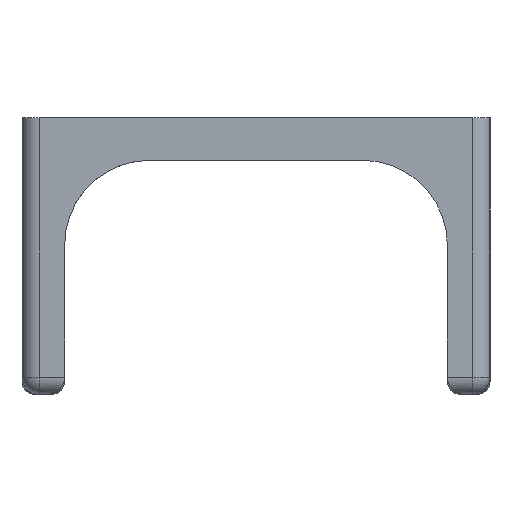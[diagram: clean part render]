
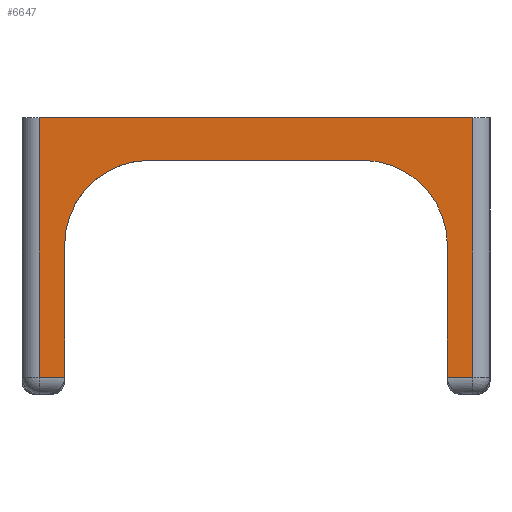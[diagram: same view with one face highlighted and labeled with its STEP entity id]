
A CAD part, left-side view. The second image highlights one B-rep face of the part: STEP entity #6647.
In plain terms, the highlighted planar face has unit normal (-1, 0, 0).
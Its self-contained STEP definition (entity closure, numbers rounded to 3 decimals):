
#422=FACE_OUTER_BOUND('',#822,.T.);
#822=EDGE_LOOP('',(#4729,#4730,#4731,#4732,#4733,#4734,#4735,#4736,#4737,
#4738));
#1198=LINE('',#9672,#1987);
#1411=LINE('',#10114,#2200);
#1427=LINE('',#10160,#2216);
#1431=LINE('',#10175,#2220);
#1435=LINE('',#10186,#2224);
#1437=LINE('',#10192,#2226);
#1438=LINE('',#10194,#2227);
#1439=LINE('',#10195,#2228);
#1987=VECTOR('',#7659,10.);
#2200=VECTOR('',#7906,10.);
#2216=VECTOR('',#7958,10.);
#2220=VECTOR('',#7972,10.);
#2224=VECTOR('',#7984,10.);
#2226=VECTOR('',#7990,10.);
#2227=VECTOR('',#7991,10.);
#2228=VECTOR('',#7992,10.);
#2792=CIRCLE('',#7072,10.);
#2794=CIRCLE('',#7076,10.);
#2809=VERTEX_POINT('',#9658);
#2815=VERTEX_POINT('',#9670);
#3027=VERTEX_POINT('',#10113);
#3036=VERTEX_POINT('',#10150);
#3037=VERTEX_POINT('',#10152);
#3039=VERTEX_POINT('',#10158);
#3042=VERTEX_POINT('',#10165);
#3043=VERTEX_POINT('',#10167);
#3050=VERTEX_POINT('',#10191);
#3051=VERTEX_POINT('',#10193);
#3421=EDGE_CURVE('',#2809,#2815,#1198,.T.);
#3643=EDGE_CURVE('',#2809,#3027,#1411,.T.);
#3662=EDGE_CURVE('',#3036,#3037,#2792,.T.);
#3666=EDGE_CURVE('',#3036,#3039,#1427,.T.);
#3669=EDGE_CURVE('',#3042,#3043,#2794,.T.);
#3673=EDGE_CURVE('',#3042,#3037,#1431,.T.);
#3679=EDGE_CURVE('',#3027,#3039,#1435,.T.);
#3682=EDGE_CURVE('',#3050,#2815,#1437,.T.);
#3683=EDGE_CURVE('',#3051,#3050,#1438,.T.);
#3684=EDGE_CURVE('',#3051,#3043,#1439,.T.);
#4729=ORIENTED_EDGE('',*,*,#3421,.T.);
#4730=ORIENTED_EDGE('',*,*,#3682,.F.);
#4731=ORIENTED_EDGE('',*,*,#3683,.F.);
#4732=ORIENTED_EDGE('',*,*,#3684,.T.);
#4733=ORIENTED_EDGE('',*,*,#3669,.F.);
#4734=ORIENTED_EDGE('',*,*,#3673,.T.);
#4735=ORIENTED_EDGE('',*,*,#3662,.F.);
#4736=ORIENTED_EDGE('',*,*,#3666,.T.);
#4737=ORIENTED_EDGE('',*,*,#3679,.F.);
#4738=ORIENTED_EDGE('',*,*,#3643,.F.);
#6438=PLANE('',#7084);
#6647=ADVANCED_FACE('',(#422),#6438,.T.);
#7072=AXIS2_PLACEMENT_3D('',#10153,#7951,#7952);
#7076=AXIS2_PLACEMENT_3D('',#10168,#7964,#7965);
#7084=AXIS2_PLACEMENT_3D('',#10190,#7988,#7989);
#7659=DIRECTION('',(0.,1.,0.));
#7906=DIRECTION('',(0.,0.,-1.));
#7951=DIRECTION('center_axis',(-1.,0.,0.));
#7952=DIRECTION('ref_axis',(0.,-0.707,0.707));
#7958=DIRECTION('',(0.,0.,-1.));
#7964=DIRECTION('center_axis',(-1.,0.,0.));
#7965=DIRECTION('ref_axis',(0.,0.707,0.707));
#7972=DIRECTION('',(0.,-1.,0.));
#7984=DIRECTION('',(0.,1.,0.));
#7988=DIRECTION('center_axis',(-1.,0.,0.));
#7989=DIRECTION('ref_axis',(0.,0.,1.));
#7990=DIRECTION('',(0.,0.,1.));
#7991=DIRECTION('',(0.,1.,0.));
#7992=DIRECTION('',(0.,0.,1.));
#9658=CARTESIAN_POINT('',(0.,2.,-2.5));
#9670=CARTESIAN_POINT('',(0.,53.,-2.5));
#9672=CARTESIAN_POINT('',(0.,0.,-2.5));
#10113=CARTESIAN_POINT('',(0.,2.,-33.));
#10114=CARTESIAN_POINT('',(0.,2.,-26.25));
#10150=CARTESIAN_POINT('',(0.,5.,-17.5));
#10152=CARTESIAN_POINT('',(0.,15.,-7.5));
#10153=CARTESIAN_POINT('Origin',(0.,15.,-17.5));
#10158=CARTESIAN_POINT('',(0.,5.,-33.));
#10160=CARTESIAN_POINT('',(0.,5.,-35.));
#10165=CARTESIAN_POINT('',(0.,40.,-7.5));
#10167=CARTESIAN_POINT('',(0.,50.,-17.5));
#10168=CARTESIAN_POINT('Origin',(0.,40.,-17.5));
#10175=CARTESIAN_POINT('',(0.,13.75,-7.5));
#10186=CARTESIAN_POINT('',(0.,0.,-33.));
#10190=CARTESIAN_POINT('Origin',(0.,0.,-35.));
#10191=CARTESIAN_POINT('',(0.,53.,-33.));
#10192=CARTESIAN_POINT('',(0.,53.,-26.25));
#10193=CARTESIAN_POINT('',(0.,50.,-33.));
#10194=CARTESIAN_POINT('',(0.,0.,-33.));
#10195=CARTESIAN_POINT('',(0.,50.,-35.));
